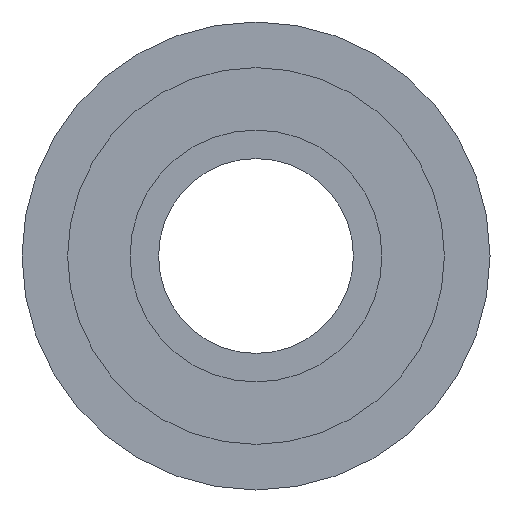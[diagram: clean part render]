
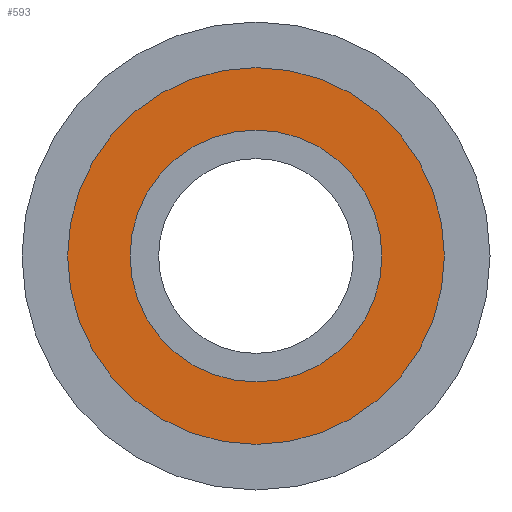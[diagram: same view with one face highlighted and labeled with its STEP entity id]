
A CAD part, left-side view. The second image highlights one B-rep face of the part: STEP entity #593.
In plain terms, the highlighted planar face has unit normal (-1, 0, 0).
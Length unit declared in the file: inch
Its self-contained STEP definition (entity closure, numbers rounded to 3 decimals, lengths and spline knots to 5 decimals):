
#1 = CARTESIAN_POINT ( 'NONE',  ( 0.015, 0., 0.26083 ) ) ;
#16 = EDGE_LOOP ( 'NONE', ( #256, #706 ) ) ;
#18 = AXIS2_PLACEMENT_3D ( 'NONE', #369, #308, #482 ) ;
#51 = CIRCLE ( 'NONE', #18, 0.26083 ) ;
#53 = ORIENTED_EDGE ( 'NONE', *, *, #331, .F. ) ;
#109 = AXIS2_PLACEMENT_3D ( 'NONE', #631, #693, #625 ) ;
#144 = DIRECTION ( 'NONE',  ( 1., 0., 0. ) ) ;
#167 = CARTESIAN_POINT ( 'NONE',  ( 0.015, 0., -0.26083 ) ) ;
#168 = VERTEX_POINT ( 'NONE', #1 ) ;
#186 = CARTESIAN_POINT ( 'NONE',  ( 0.015, 0., 0. ) ) ;
#235 = DIRECTION ( 'NONE',  ( 0., 0., 1. ) ) ;
#254 = DIRECTION ( 'NONE',  ( 1., 0., 0. ) ) ;
#256 = ORIENTED_EDGE ( 'NONE', *, *, #416, .F. ) ;
#258 = CARTESIAN_POINT ( 'NONE',  ( 0.015, 0.39, 0. ) ) ;
#260 = DIRECTION ( 'NONE',  ( 1., 0., 0. ) ) ;
#268 = EDGE_CURVE ( 'NONE', #655, #484, #391, .T. ) ;
#302 = AXIS2_PLACEMENT_3D ( 'NONE', #258, #144, #534 ) ;
#305 = ORIENTED_EDGE ( 'NONE', *, *, #450, .F. ) ;
#308 = DIRECTION ( 'NONE',  ( -1., 0., 0. ) ) ;
#331 = EDGE_CURVE ( 'NONE', #348, #168, #503, .T. ) ;
#348 = VERTEX_POINT ( 'NONE', #167 ) ;
#369 = CARTESIAN_POINT ( 'NONE',  ( 0.015, 0., 0. ) ) ;
#382 = FACE_OUTER_BOUND ( 'NONE', #16, .T. ) ;
#391 = CIRCLE ( 'NONE', #578, 0.39 ) ;
#410 = EDGE_LOOP ( 'NONE', ( #305, #53 ) ) ;
#416 = EDGE_CURVE ( 'NONE', #484, #655, #658, .T. ) ;
#422 = FACE_BOUND ( 'NONE', #410, .T. ) ;
#427 = AXIS2_PLACEMENT_3D ( 'NONE', #186, #254, #235 ) ;
#450 = EDGE_CURVE ( 'NONE', #168, #348, #51, .T. ) ;
#478 = PLANE ( 'NONE',  #302 ) ;
#482 = DIRECTION ( 'NONE',  ( 0., 0., 1. ) ) ;
#484 = VERTEX_POINT ( 'NONE', #500 ) ;
#500 = CARTESIAN_POINT ( 'NONE',  ( 0.015, 0., 0.39 ) ) ;
#503 = CIRCLE ( 'NONE', #109, 0.26083 ) ;
#534 = DIRECTION ( 'NONE',  ( 0., 0., -1. ) ) ;
#558 = DIRECTION ( 'NONE',  ( 0., 0., 1. ) ) ;
#578 = AXIS2_PLACEMENT_3D ( 'NONE', #617, #260, #558 ) ;
#593 = ADVANCED_FACE ( 'NONE', ( #382, #422 ), #478, .F. ) ;
#617 = CARTESIAN_POINT ( 'NONE',  ( 0.015, 0., 0. ) ) ;
#625 = DIRECTION ( 'NONE',  ( 0., 0., 1. ) ) ;
#631 = CARTESIAN_POINT ( 'NONE',  ( 0.015, 0., 0. ) ) ;
#655 = VERTEX_POINT ( 'NONE', #733 ) ;
#658 = CIRCLE ( 'NONE', #427, 0.39 ) ;
#693 = DIRECTION ( 'NONE',  ( -1., 0., 0. ) ) ;
#706 = ORIENTED_EDGE ( 'NONE', *, *, #268, .F. ) ;
#733 = CARTESIAN_POINT ( 'NONE',  ( 0.015, 0., -0.39 ) ) ;
